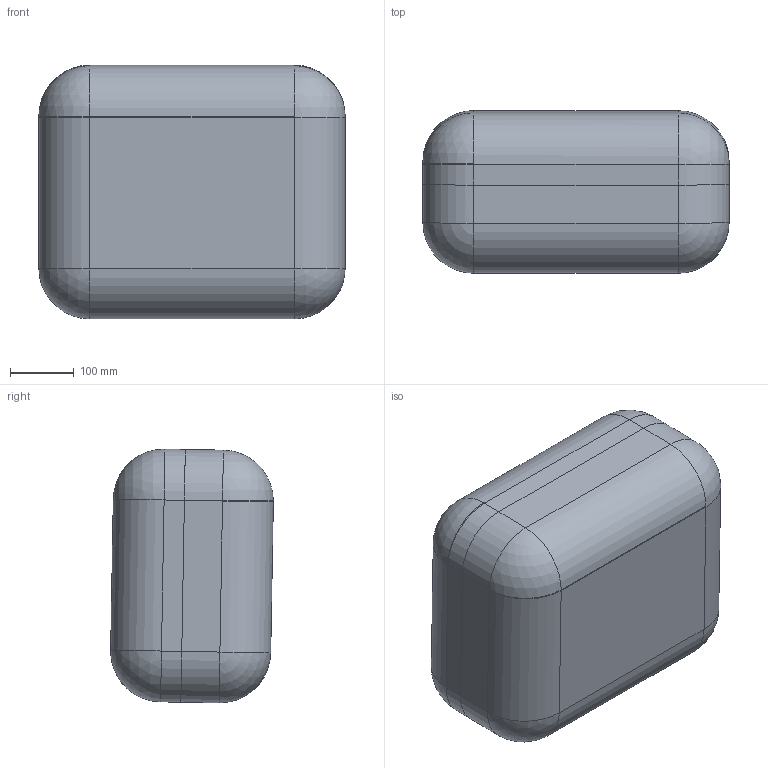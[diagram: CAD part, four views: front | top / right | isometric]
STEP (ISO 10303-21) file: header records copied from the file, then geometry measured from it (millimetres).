
FILE_DESCRIPTION (( 'STEP AP214' ), '1' );
FILE_NAME ('Ñáîðêà_Ï240(óïð).STEP', '2023-02-15T07:36:00', ( '' ), ( '' ), 'SwSTEP 2.0', 'SolidWorks 2021', '' );
FILE_SCHEMA (( 'AUTOMOTIVE_DESIGN' ));
Length unit declared in the file: millimetre
Products named in the file (3): Êðûøêà Ï240(óïð); Êîðïóñ Ï240(óïð); Ñáîðêà_Ï240(óïð)
Assembly tree (2 placements, depth 2):
  Ñáîðêà_Ï240(óïð)
    Êîðïóñ Ï240(óïð)
    Êðûøêà Ï240(óïð)
Bounding box: 482.06 x 256.05 x 399.26 mm (x, y, z)
Volume: 28147583.6 mm3; surface area: 1253031.8 mm2
Topology: 2 solids, 2 shells, 310 faces, 810 edges, 501 vertices
Faces by surface type: cylinder 107, plane 99, bspline 44, sphere 28, cone 18, torus 14
Entity records: 13750 total; most frequent: CARTESIAN_POINT 6622, ORIENTED_EDGE 1592, DIRECTION 1256, EDGE_CURVE 796, VERTEX_POINT 500, AXIS2_PLACEMENT_3D 466, EDGE_LOOP 348, LINE 324
